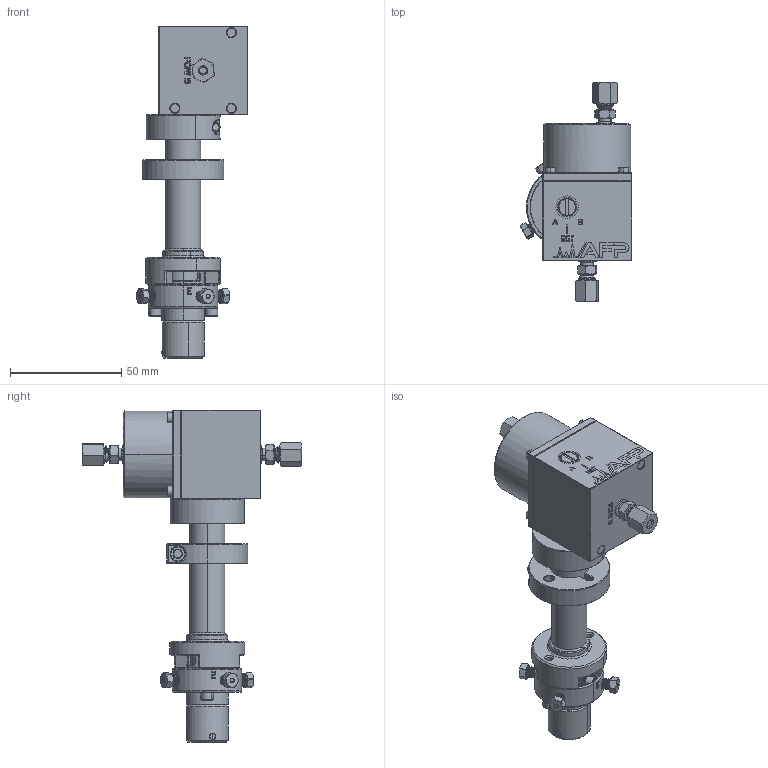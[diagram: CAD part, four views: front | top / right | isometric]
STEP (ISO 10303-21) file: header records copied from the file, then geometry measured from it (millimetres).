
FILE_DESCRIPTION (( 'STEP AP214' ), '1' );
FILE_NAME ('MRV04-16R2-0007-3P_Blank.STEP', '2024-04-17T14:03:06', ( '' ), ( '' ), 'SwSTEP 2.0', 'SolidWorks 2022', '' );
FILE_SCHEMA (( 'AUTOMOTIVE_DESIGN' ));
Length unit declared in the file: millimetre
Products named in the file (4): MRV04-16R2-0007_Blank; MRV04-16R2-0007-3P_Blank; MPA-0001-3P_Blank; AF00-9989-0000_Blank_AF00-9989-0000
Assembly tree (4 placements, depth 2):
  MRV04-16R2-0007-3P_Blank
    MPA-0001-3P_Blank
    AF00-9989-0000_Blank_AF00-9989-0000  x2
    MRV04-16R2-0007_Blank
Bounding box: 50.02 x 98.49 x 149.26 mm (x, y, z)
Volume: 141284.5 mm3; surface area: 33155.7 mm2
Topology: 5 solids, 5 shells, 1880 faces, 4869 edges, 3090 vertices
Faces by surface type: plane 875, cylinder 444, cone 353, bspline 180, torus 28
Entity records: 79797 total; most frequent: CARTESIAN_POINT 39286, ORIENTED_EDGE 9122, DIRECTION 7400, EDGE_CURVE 4561, VERTEX_POINT 2898, VECTOR 2534, LINE 2534, AXIS2_PLACEMENT_3D 2433
